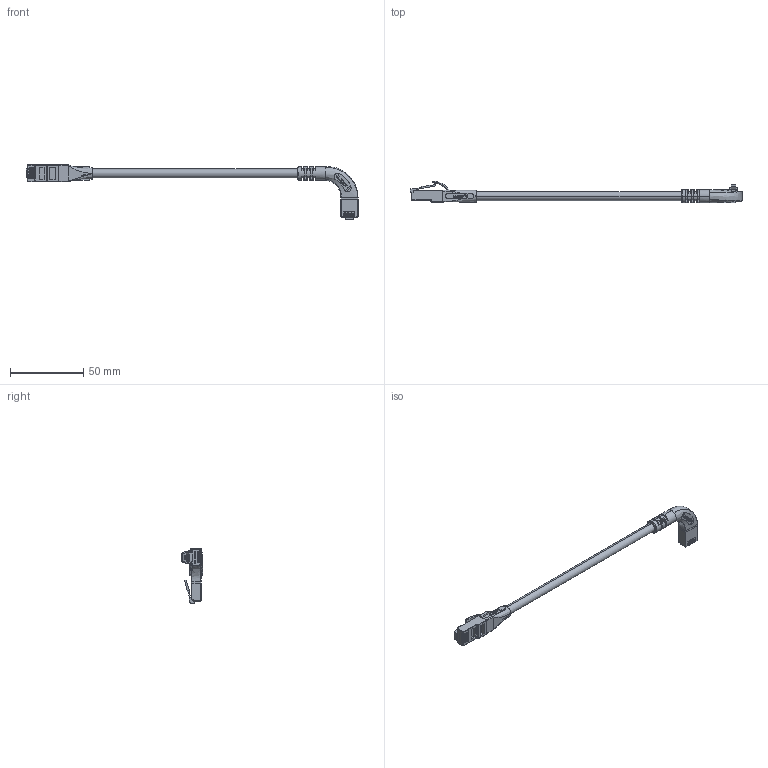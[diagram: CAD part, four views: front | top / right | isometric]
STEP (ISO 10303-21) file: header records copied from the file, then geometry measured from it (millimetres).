
FILE_DESCRIPTION (( 'STEP AP203' ), '1' );
FILE_NAME ('TRD815ZRA7.step', '2013-02-14T16:32:05', ( 'x' ), ( '' ), 'SwSTEP 2.0', 'SolidWorks 2012', '' );
FILE_SCHEMA (( 'CONFIG_CONTROL_DESIGN' ));
Length unit declared in the file: inch
Products named in the file (17): TRD815ZRA7; RA_RJ45_Version 2_right entry no cable; MTN-477; Pair 4; Pair 3; Pair 1_BLUE; Pair 2; 1AG01-037; 1AD01-015-MA2; 1AD01-015-MA1_for assembly with molded boot; 1AG01-036; RJ45_TRD815 style_New Logo; 3AB02-012; 3AB02-013-MA2; 3AB02-013-MA1_no aligning hole; MTN-143_NEW LOGO; RA-RJ45-MA2_6" long
Assembly tree (23 placements, depth 4):
  TRD815ZRA7
    RA-RJ45-MA2_6" long
    RJ45_TRD815 style_New Logo
      MTN-143_NEW LOGO
      3AB02-012
        3AB02-013-MA1_no aligning hole
        3AB02-013-MA2  x8
    RA_RJ45_Version 2_right entry no cable
      1AG01-036
      1AD01-015-MA1_for assembly with molded boot
      1AD01-015-MA2
      1AG01-037
      Pair 2
      Pair 1_BLUE
      Pair 3
      Pair 4
      MTN-477
Bounding box: 227.07 x 14.89 x 37.11 mm (x, y, z)
Volume: 6423.3 mm3; surface area: 15095.3 mm2
Topology: 25 solids, 25 shells, 1157 faces, 3169 edges, 2029 vertices
Faces by surface type: plane 702, cylinder 228, bspline 179, sphere 25, torus 17, cone 6
Entity records: 46905 total; most frequent: CARTESIAN_POINT 21297, ORIENTED_EDGE 5264, DIRECTION 4300, EDGE_CURVE 2632, LINE 1776, VECTOR 1776, VERTEX_POINT 1693, AXIS2_PLACEMENT_3D 1262
